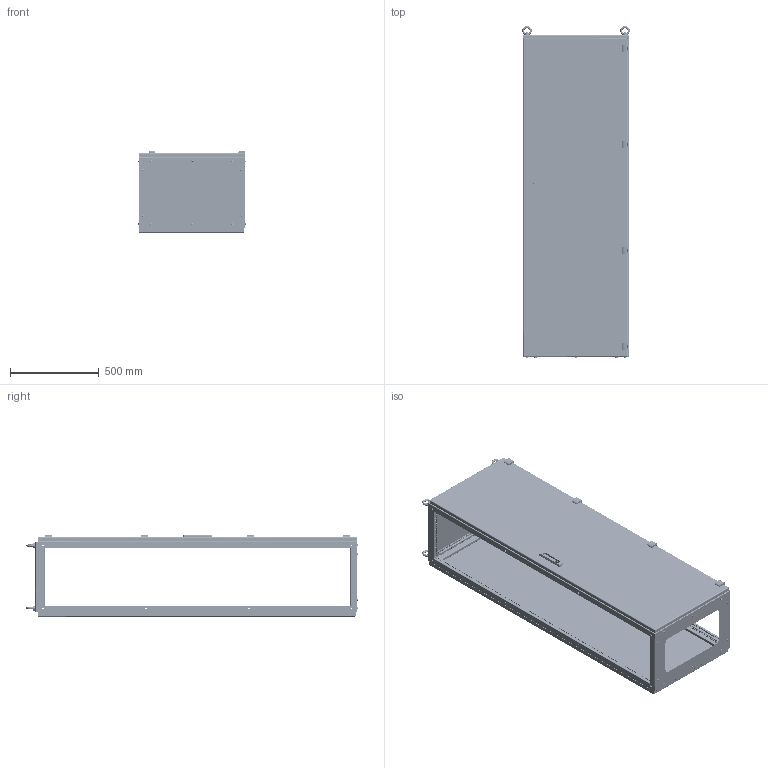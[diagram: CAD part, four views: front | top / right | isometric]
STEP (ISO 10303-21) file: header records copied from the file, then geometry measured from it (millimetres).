
FILE_DESCRIPTION (( 'STEP AP203' ), '1' );
FILE_NAME ('Êîðïóñ FORT IP31 (1800õ600õ400) EKF PROxima.STEP', '2020-10-25T09:25:25', ( '' ), ( '' ), 'SwSTEP 2.0', 'SolidWorks 2019', '' );
FILE_SCHEMA (( 'CONFIG_CONTROL_DESIGN' ));
Length unit declared in the file: millimetre
Products named in the file (65): ÌÈ-1162.02.00.000 ÑÁ Äâåðü â ñáîðå; Ãàéêà çàêëàäíàÿ; ÌÈ-1026.05.00.001 Ïîòîëî÷íàÿ ïàíåëü 600õ400; 剒蜲錪 獲闃; ÌÈ-1022.01.01.001 Ïðîôèëü ãîðèçîíòàëüíûé âåðõíèé 600; Øïèëüêà ïðèâàðíàÿ Ì6õ20 DIN 13918; ÌÈ-1022.02.00.001 Äâåðü 600õ1800; Çàìîê â ñáîðå Àòîñ; pan head cross recess screw_din_DIN EN ISO 7045 - M6 x 40 - Z - 40N; hex thin nut gradeb_din_Hexagon Nut ISO 4036 - M6 - N; Øïèëüêà ïðèâàðíàÿ Ì6õ25 DIN 13918; 幄鍧 IC-2 800; Äåðæàòåëü øòîêà; 昈-983.02.00.002 忺謽鳧; countersunk raised head cross recess screw_din_DIN EN ISO 7047 - M4 x 10 - Z - 10N; plain washer large_din_Washer DIN 9021 - 13; ÌÈ-1021.02.00.003 Ïðîôèëü äâåðíîé áîëüøîé 1800; ÌÈ-1022.01.00.003 Ïðîôèëü ãîðèçîíòàëüíûé íèæíèé 600; îñü ïåòëè; 幄鍧 IC-2 900; ÌÈ-1022.02.00.004 Ïðîôèëü äâåðíîé ìàëûé 600; ÌÈ-1021.01.00.001 Ïðîôèëü âåðòèêàëüíûé 1800; îñíîâàíèå ïåòëè1; hex flange nut_din_Hexagon Flange Nut DIN 6923 - M6 - N; ÌÈ-1022.03.00.001 Ñòåíêà çàäíÿÿ 600õ1800; Äåðæàòåëü òÿãè àòîñ; Çàêëåïêà ãàå÷íàÿ Ì6 UNI 9203; ÌÈ-1022.01.01.000 ÑÁ Ïðîôèëü ãîðèçîíòàëüíûé 600 âåðõíèé â ñáîðå; Øïèëüêà Ì6õ12; ÌÈ-983.02.00.005 Óãîëîê ìîíòàæíûé; ÌÈ-1028.01.00.000 ÑÁ Êàðêàñ 1800õ600õ400; pan head cross recess screw_din_DIN EN ISO 7045 - M6 x 20 - Z - 20N; Óãëîâàÿ ïåòëÿ Àòîñ; Êîðïóñ FORT IP31 (1800õ600õ400) EKF PROxima; pan head cross recess screw_din_DIN EN ISO 7045 - M6 x 30 - Z - 30N; ÌÈ-1162.03.00.000 ÑÁ Ñòåíêà çàäíÿÿ 600õ1800; ÌÈ-1025.01.00.002 Ïðîôèëü áîêîâîé 400 âåðõíèé; êîðïóñ ïåòëè1; lifting eye nut 01_din_DIN 582-M12-N; ÌÈ-1025.01.00.004 Ïðîôèëü áîêîâîé 400 íèæíèé ...
Assembly tree (184 placements, depth 4):
  Êîðïóñ FORT IP31 (1800õ600õ400) EKF PROxima
    ÌÈ-1028.01.00.000 ÑÁ Êàðêàñ 1800õ600õ400
      ÌÈ-1022.01.01.000 ÑÁ Ïðîôèëü ãîðèçîíòàëüíûé 600 âåðõíèé â ñáîðå
        ÌÈ-1022.01.01.001 Ïðîôèëü ãîðèçîíòàëüíûé âåðõíèé 600
        Øïèëüêà Ì6õ12
      ÌÈ-1021.01.00.001 Ïðîôèëü âåðòèêàëüíûé 1800  x4
      ÌÈ-1022.01.00.003 Ïðîôèëü ãîðèçîíòàëüíûé íèæíèé 600  x2
      ÌÈ-1025.01.00.002 Ïðîôèëü áîêîâîé 400 âåðõíèé  x2
      ÌÈ-1022.01.01.000 ÑÁ Ïðîôèëü ãîðèçîíòàëüíûé 600 âåðõíèé â ñáîðå
        ÌÈ-1022.01.01.001 Ïðîôèëü ãîðèçîíòàëüíûé âåðõíèé 600
        Øïèëüêà Ì6õ12
      ÌÈ-1025.01.00.004 Ïðîôèëü áîêîâîé 400 íèæíèé  x2
    ÌÈ-1162.03.00.000 ÑÁ Ñòåíêà çàäíÿÿ 600õ1800
      ÌÈ-1022.03.00.001 Ñòåíêà çàäíÿÿ 600õ1800
      Øïèëüêà Ì6õ12
    ÌÈ-1162.02.00.000 ÑÁ Äâåðü â ñáîðå
      ÌÈ-1022.02.00.001 Äâåðü 600õ1800
      Óãëîâàÿ ïåòëÿ Àòîñ
        îñíîâàíèå ïåòëè1
        êîðïóñ ïåòëè1
        îñü ïåòëè
      Óãëîâàÿ ïåòëÿ Àòîñ
        îñíîâàíèå ïåòëè1
        êîðïóñ ïåòëè1
        îñü ïåòëè
      Óãëîâàÿ ïåòëÿ Àòîñ
        îñíîâàíèå ïåòëè1
        êîðïóñ ïåòëè1
        îñü ïåòëè
      Óãëîâàÿ ïåòëÿ Àòîñ
        îñíîâàíèå ïåòëè1
        êîðïóñ ïåòëè1
        îñü ïåòëè
      Çàìîê â ñáîðå Àòîñ
        Êîðïóñ äâåðíîé ðó÷êè Àòîñ
        Ìåõàíèçì äâåðè Àòîñ
        剒蜲錪 獲闃
        pan head cross collar screw_din_DIN 967 - M4 x 16 - Z --- 14.6N  x2
      Äåðæàòåëü òÿãè àòîñ  x2
      hex thin nut gradeb_din_Hexagon Nut ISO 4036 - M6 - N  x2
      Øïèëüêà ïðèâàðíàÿ Ì6õ25 DIN 13918  x2
      Äåðæàòåëü øòîêà  x2
      幄鍧 IC-2 800
      幄鍧 IC-2 900
      countersunk raised head cross recess screw_din_DIN EN ISO 7047 - M4 x 10 - Z - 10N  x2
      Øïèëüêà ïðèâàðíàÿ Ì6õ20 DIN 13918  x10
      Øïèëüêà Ì6õ12  x5
      昈-983.02.00.002 忺謽鳧
      ÌÈ-983.02.00.005 Óãîëîê ìîíòàæíûé  x4
      hex flange nut_din_Hexagon Flange Nut DIN 6923 - M6 - N  x14
      ÌÈ-1021.02.00.003 Ïðîôèëü äâåðíîé áîëüøîé 1800  x2
      ÌÈ-1022.02.00.004 Ïðîôèëü äâåðíîé ìàëûé 600  x2
    ÌÈ-1026.05.00.001 Ïîòîëî÷íàÿ ïàíåëü 600õ400
    ÌÈ-1166.00.00.001 Ïåðåãîðîäêà öîêîëÿ 600õ400
    pan head cross recess screw_din_DIN EN ISO 7045 - M6 x 20 - Z - 20N  x10
    Ãàéêà çàêëàäíàÿ
      Îáîëî÷êà ãàéêè çàêëàäíîé
      Ãàéêà çàêëàäêàÿ Ì6
    Ãàéêà çàêëàäíàÿ
      Îáîëî÷êà ãàéêè çàêëàäíîé
Bounding box: 606.5 x 1872.48 x 466.98 mm (x, y, z)
Volume: 6611306.4 mm3; surface area: 8937044.8 mm2
Topology: 160 solids, 160 shells, 12599 faces, 33389 edges, 21146 vertices
Faces by surface type: plane 9379, cylinder 1852, cone 624, bspline 528, torus 164, sphere 52
Entity records: 138274 total; most frequent: CARTESIAN_POINT 29300, ORIENTED_EDGE 20660, DIRECTION 19019, EDGE_CURVE 10330, VECTOR 8361, LINE 8361, VERTEX_POINT 6638, AXIS2_PLACEMENT_3D 5329
